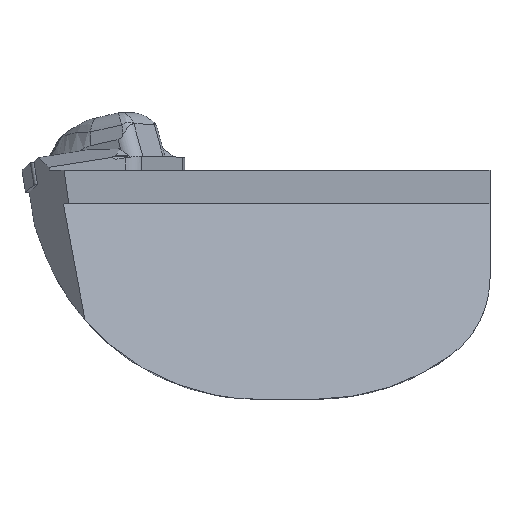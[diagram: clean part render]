
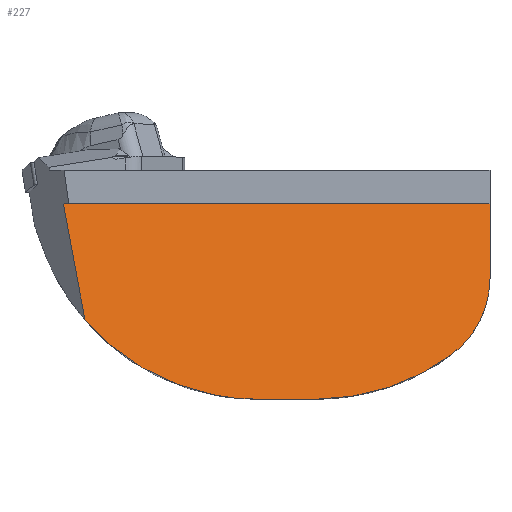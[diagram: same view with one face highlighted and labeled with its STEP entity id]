
A CAD part, top view. The second image highlights one B-rep face of the part: STEP entity #227.
In plain terms, the highlighted planar face has unit normal (0, 0.259, 0.966).
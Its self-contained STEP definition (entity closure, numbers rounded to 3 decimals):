
#227=ADVANCED_FACE('',(#349),#298,.F.);
#298=PLANE('',#1626);
#349=FACE_OUTER_BOUND('',#420,.T.);
#420=EDGE_LOOP('',(#654,#655,#656,#657,#658,#659,#660));
#492=ELLIPSE('',#1619,49.693,48.);
#493=ELLIPSE('',#1622,49.693,48.);
#494=ELLIPSE('',#1625,20.706,20.);
#654=ORIENTED_EDGE('',*,*,#1173,.F.);
#655=ORIENTED_EDGE('',*,*,#1074,.T.);
#656=ORIENTED_EDGE('',*,*,#1166,.T.);
#657=ORIENTED_EDGE('',*,*,#1172,.T.);
#658=ORIENTED_EDGE('',*,*,#1170,.T.);
#659=ORIENTED_EDGE('',*,*,#1174,.T.);
#660=ORIENTED_EDGE('',*,*,#1175,.T.);
#933=VERTEX_POINT('',#2090);
#934=VERTEX_POINT('',#2092);
#1003=VERTEX_POINT('',#2331);
#1005=VERTEX_POINT('',#2337);
#1006=VERTEX_POINT('',#2339);
#1007=VERTEX_POINT('',#2345);
#1008=VERTEX_POINT('',#2347);
#1074=EDGE_CURVE('',#934,#933,#1285,.T.);
#1166=EDGE_CURVE('',#933,#1003,#492,.T.);
#1170=EDGE_CURVE('',#1006,#1005,#493,.T.);
#1172=EDGE_CURVE('',#1003,#1006,#1352,.T.);
#1173=EDGE_CURVE('',#934,#1007,#1353,.T.);
#1174=EDGE_CURVE('',#1005,#1008,#494,.T.);
#1175=EDGE_CURVE('',#1008,#1007,#1354,.T.);
#1285=LINE('',#2091,#1402);
#1352=LINE('',#2342,#1469);
#1353=LINE('',#2344,#1470);
#1354=LINE('',#2348,#1471);
#1402=VECTOR('',#1714,1.);
#1469=VECTOR('',#1873,1.);
#1470=VECTOR('',#1876,1.);
#1471=VECTOR('',#1879,1.);
#1619=AXIS2_PLACEMENT_3D('',#2330,#1860,#1861);
#1622=AXIS2_PLACEMENT_3D('',#2338,#1868,#1869);
#1625=AXIS2_PLACEMENT_3D('',#2346,#1877,#1878);
#1626=AXIS2_PLACEMENT_3D('',#2349,#1880,#1881);
#1714=DIRECTION('',(0.178,-0.951,0.255));
#1860=DIRECTION('',(0.,0.259,0.966));
#1861=DIRECTION('',(0.,-0.966,0.259));
#1868=DIRECTION('',(0.,0.259,0.966));
#1869=DIRECTION('',(0.,-0.966,0.259));
#1873=DIRECTION('',(1.,0.,0.));
#1876=DIRECTION('',(1.,0.,0.));
#1877=DIRECTION('',(0.,0.259,0.966));
#1878=DIRECTION('',(0.,-0.966,0.259));
#1879=DIRECTION('',(0.,0.966,-0.259));
#1880=DIRECTION('',(0.,-0.259,-0.966));
#1881=DIRECTION('',(0.,-0.966,0.259));
#2090=CARTESIAN_POINT('',(-48.291,-31.416,6.542));
#2091=CARTESIAN_POINT('',(-46.922,-38.729,8.502));
#2092=CARTESIAN_POINT('',(-52.862,-7.,0.));
#2330=CARTESIAN_POINT('',(-12.,0.,-1.876));
#2331=CARTESIAN_POINT('',(-12.,-48.,10.986));
#2337=CARTESIAN_POINT('',(28.286,-38.78,8.516));
#2338=CARTESIAN_POINT('',(0.,0.,-1.876));
#2339=CARTESIAN_POINT('',(0.,-48.,10.986));
#2342=CARTESIAN_POINT('',(-100.,-48.,10.986));
#2344=CARTESIAN_POINT('',(-100.,-7.,0.));
#2345=CARTESIAN_POINT('',(36.5,-7.,0.));
#2346=CARTESIAN_POINT('',(16.5,-22.622,4.186));
#2347=CARTESIAN_POINT('',(36.5,-22.622,4.186));
#2348=CARTESIAN_POINT('',(36.5,-48.,10.986));
#2349=CARTESIAN_POINT('',(-100.,-48.,10.986));
